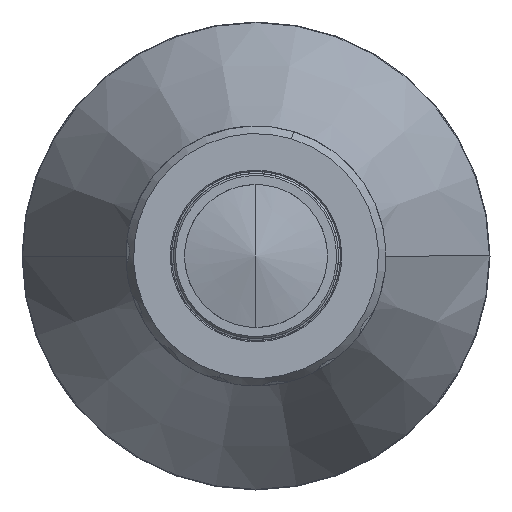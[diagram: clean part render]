
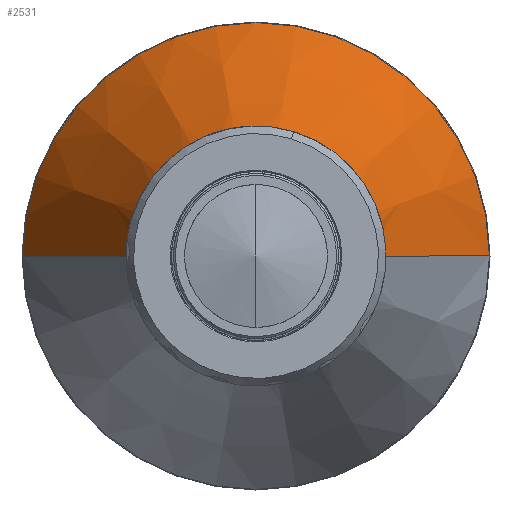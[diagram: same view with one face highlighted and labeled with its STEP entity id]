
A CAD part, left-side view. The second image highlights one B-rep face of the part: STEP entity #2531.
In plain terms, the highlighted conical face has half-angle 25 degrees and reference radius 17.094 mm.
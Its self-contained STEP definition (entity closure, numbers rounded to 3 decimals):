
#296 = CARTESIAN_POINT ( 'NONE',  ( 27.055, 17.094, 0. ) ) ;
#691 = CARTESIAN_POINT ( 'NONE',  ( 27.055, 0., 0. ) ) ;
#692 = DIRECTION ( 'NONE',  ( -1., 0., 0. ) ) ;
#693 = DIRECTION ( 'NONE',  ( 0., 0., -1. ) ) ;
#806 = EDGE_CURVE ( 'NONE', #3475, #3452, #1821, .T. ) ;
#863 = EDGE_CURVE ( 'NONE', #1249, #4106, #1872, .T. ) ;
#889 = EDGE_CURVE ( 'NONE', #4106, #3475, #1899, .T. ) ;
#915 = EDGE_CURVE ( 'NONE', #3438, #1249, #1929, .T. ) ;
#935 = AXIS2_PLACEMENT_3D ( 'NONE', #691, #692, #693 ) ;
#996 = EDGE_CURVE ( 'NONE', #3446, #3438, #1996, .T. ) ;
#1031 = EDGE_CURVE ( 'NONE', #3446, #3452, #2020, .T. ) ;
#1142 = AXIS2_PLACEMENT_3D ( 'NONE', #2513, #2476, #2516 ) ;
#1170 = AXIS2_PLACEMENT_3D ( 'NONE', #4168, #4169, #4170 ) ;
#1249 = VERTEX_POINT ( 'NONE', #3673 ) ;
#1477 = CARTESIAN_POINT ( 'NONE',  ( 27.055, 0., 17.094 ) ) ;
#1491 = CARTESIAN_POINT ( 'NONE',  ( 27.055, -17.094, 0. ) ) ;
#1503 = CARTESIAN_POINT ( 'NONE',  ( 67.399, -35.906, 0. ) ) ;
#1532 = CARTESIAN_POINT ( 'NONE',  ( 67.399, 0., 35.906 ) ) ;
#1699 = CARTESIAN_POINT ( 'NONE',  ( 67.399, 35.906, 0. ) ) ;
#1821 = CIRCLE ( 'NONE', #1142, 35.906 ) ;
#1872 = LINE ( 'NONE', #296, #1875 ) ;
#1875 = VECTOR ( 'NONE', #3397, 1000. ) ;
#1899 = CIRCLE ( 'NONE', #1170, 35.906 ) ;
#1929 = CIRCLE ( 'NONE', #935, 17.094 ) ;
#1996 = CIRCLE ( 'NONE', #3093, 17.094 ) ;
#2020 = LINE ( 'NONE', #4408, #2027 ) ;
#2027 = VECTOR ( 'NONE', #4403, 1000. ) ;
#2167 = FACE_OUTER_BOUND ( 'NONE', #2799, .T. ) ;
#2177 = CONICAL_SURFACE ( 'NONE', #2650, 17.094, 0.436 ) ;
#2476 = DIRECTION ( 'NONE',  ( 1., 0., 0. ) ) ;
#2513 = CARTESIAN_POINT ( 'NONE',  ( 67.399, 0., 0. ) ) ;
#2516 = DIRECTION ( 'NONE',  ( 0., 0., -1. ) ) ;
#2531 = ADVANCED_FACE ( 'NONE', ( #2167 ), #2177, .T. ) ;
#2650 = AXIS2_PLACEMENT_3D ( 'NONE', #3769, #3767, #3762 ) ;
#2799 = EDGE_LOOP ( 'NONE', ( #3167, #3157, #3216, #3169, #3171, #3173 ) ) ;
#3093 = AXIS2_PLACEMENT_3D ( 'NONE', #4287, #4288, #4289 ) ;
#3157 = ORIENTED_EDGE ( 'NONE', *, *, #1031, .T. ) ;
#3167 = ORIENTED_EDGE ( 'NONE', *, *, #996, .F. ) ;
#3169 = ORIENTED_EDGE ( 'NONE', *, *, #889, .F. ) ;
#3171 = ORIENTED_EDGE ( 'NONE', *, *, #863, .F. ) ;
#3173 = ORIENTED_EDGE ( 'NONE', *, *, #915, .F. ) ;
#3216 = ORIENTED_EDGE ( 'NONE', *, *, #806, .F. ) ;
#3397 = DIRECTION ( 'NONE',  ( 0.906, 0.423, 0. ) ) ;
#3438 = VERTEX_POINT ( 'NONE', #1477 ) ;
#3446 = VERTEX_POINT ( 'NONE', #1491 ) ;
#3452 = VERTEX_POINT ( 'NONE', #1503 ) ;
#3475 = VERTEX_POINT ( 'NONE', #1532 ) ;
#3673 = CARTESIAN_POINT ( 'NONE',  ( 27.055, 17.094, 0. ) ) ;
#3762 = DIRECTION ( 'NONE',  ( 0., 1., 0. ) ) ;
#3767 = DIRECTION ( 'NONE',  ( 1., 0., 0. ) ) ;
#3769 = CARTESIAN_POINT ( 'NONE',  ( 27.055, 0., 0. ) ) ;
#4106 = VERTEX_POINT ( 'NONE', #1699 ) ;
#4168 = CARTESIAN_POINT ( 'NONE',  ( 67.399, 0., 0. ) ) ;
#4169 = DIRECTION ( 'NONE',  ( 1., 0., 0. ) ) ;
#4170 = DIRECTION ( 'NONE',  ( 0., 1., 0. ) ) ;
#4287 = CARTESIAN_POINT ( 'NONE',  ( 27.055, 0., 0. ) ) ;
#4288 = DIRECTION ( 'NONE',  ( -1., 0., 0. ) ) ;
#4289 = DIRECTION ( 'NONE',  ( 0., 0., -1. ) ) ;
#4403 = DIRECTION ( 'NONE',  ( 0.906, -0.423, 0. ) ) ;
#4408 = CARTESIAN_POINT ( 'NONE',  ( 27.055, -17.094, 0. ) ) ;
